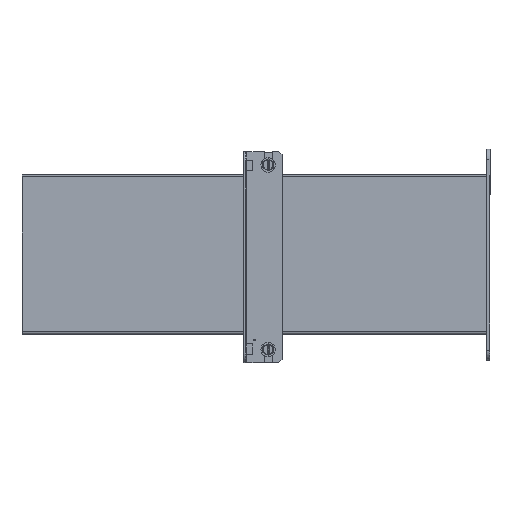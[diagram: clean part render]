
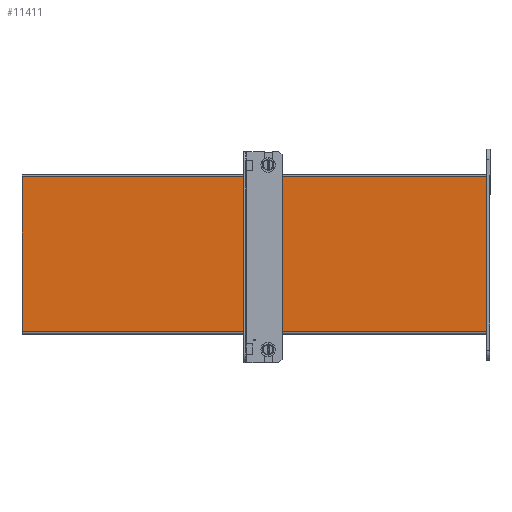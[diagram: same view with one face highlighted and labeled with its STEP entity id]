
A CAD part, left-side view. The second image highlights one B-rep face of the part: STEP entity #11411.
In plain terms, the highlighted planar face has unit normal (-1, 0, 0).
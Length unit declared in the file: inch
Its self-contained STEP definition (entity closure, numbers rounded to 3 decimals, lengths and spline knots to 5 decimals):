
#274 = VERTEX_POINT ( 'NONE', #7452 ) ;
#517 = DIRECTION ( 'NONE',  ( -1., 0., 0. ) ) ;
#1128 = DIRECTION ( 'NONE',  ( 0., 0., 1. ) ) ;
#1204 = EDGE_CURVE ( 'NONE', #274, #13974, #1623, .T. ) ;
#1340 = DIRECTION ( 'NONE',  ( 0., 1., 0. ) ) ;
#1623 = LINE ( 'NONE', #4673, #3219 ) ;
#1723 = EDGE_LOOP ( 'NONE', ( #6441, #12635, #2086, #9560 ) ) ;
#1921 = PLANE ( 'NONE',  #3287 ) ;
#2086 = ORIENTED_EDGE ( 'NONE', *, *, #13262, .T. ) ;
#2728 = DIRECTION ( 'NONE',  ( 0., 0., 1. ) ) ;
#3119 = LINE ( 'NONE', #9745, #8806 ) ;
#3219 = VECTOR ( 'NONE', #1340, 39.37008 ) ;
#3228 = VECTOR ( 'NONE', #10375, 39.37008 ) ;
#3232 = CARTESIAN_POINT ( 'NONE',  ( 0., 8.375, 5.688 ) ) ;
#3287 = AXIS2_PLACEMENT_3D ( 'NONE', #10284, #517, #2728 ) ;
#3613 = EDGE_CURVE ( 'NONE', #13974, #11894, #11288, .T. ) ;
#4673 = CARTESIAN_POINT ( 'NONE',  ( 0., 8.375, 5.688 ) ) ;
#4887 = DIRECTION ( 'NONE',  ( 0., -1., 0. ) ) ;
#5339 = VECTOR ( 'NONE', #4887, 39.37008 ) ;
#5918 = VERTEX_POINT ( 'NONE', #8012 ) ;
#6441 = ORIENTED_EDGE ( 'NONE', *, *, #3613, .T. ) ;
#6969 = CARTESIAN_POINT ( 'NONE',  ( 0., 8.375, 5.688 ) ) ;
#7013 = FACE_OUTER_BOUND ( 'NONE', #1723, .T. ) ;
#7452 = CARTESIAN_POINT ( 'NONE',  ( 0., -8.375, 5.688 ) ) ;
#8012 = CARTESIAN_POINT ( 'NONE',  ( 0., -8.375, 0.108 ) ) ;
#8111 = CARTESIAN_POINT ( 'NONE',  ( 0., 8.375, 0.108 ) ) ;
#8806 = VECTOR ( 'NONE', #1128, 39.37008 ) ;
#9560 = ORIENTED_EDGE ( 'NONE', *, *, #1204, .T. ) ;
#9745 = CARTESIAN_POINT ( 'NONE',  ( 0., -8.375, 5.688 ) ) ;
#10284 = CARTESIAN_POINT ( 'NONE',  ( 0., 8.375, 5.688 ) ) ;
#10375 = DIRECTION ( 'NONE',  ( 0., 0., -1. ) ) ;
#10736 = EDGE_CURVE ( 'NONE', #11894, #5918, #13504, .T. ) ;
#11288 = LINE ( 'NONE', #6969, #3228 ) ;
#11411 = ADVANCED_FACE ( 'NONE', ( #7013 ), #1921, .T. ) ;
#11894 = VERTEX_POINT ( 'NONE', #13787 ) ;
#12635 = ORIENTED_EDGE ( 'NONE', *, *, #10736, .T. ) ;
#13262 = EDGE_CURVE ( 'NONE', #5918, #274, #3119, .T. ) ;
#13504 = LINE ( 'NONE', #8111, #5339 ) ;
#13787 = CARTESIAN_POINT ( 'NONE',  ( 0., 8.375, 0.108 ) ) ;
#13974 = VERTEX_POINT ( 'NONE', #3232 ) ;
